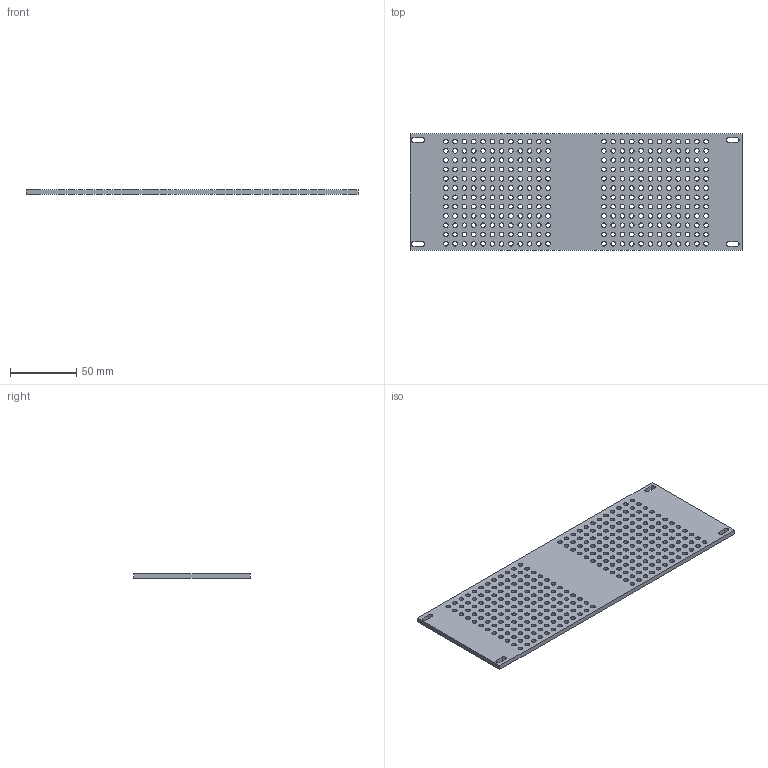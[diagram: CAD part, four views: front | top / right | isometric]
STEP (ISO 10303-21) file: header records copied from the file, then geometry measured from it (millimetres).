
FILE_DESCRIPTION(('FreeCAD Model'),'2;1');
FILE_NAME('Open CASCADE Shape Model','2025-01-03T14:55:58',('Author'),( ''),'Open CASCADE STEP processor 7.6','FreeCAD','Unknown');
FILE_SCHEMA(('AUTOMOTIVE_DESIGN { 1 0 10303 214 1 1 1 1 }'));
Length unit declared in the file: millimetre
Products named in the file (1): Mirrored
Bounding box: 250 x 88 x 3.5 mm (x, y, z)
Volume: 66857 mm3; surface area: 51979.9 mm2
Topology: 1 solids, 1 shells, 310 faces, 924 edges, 616 vertices
Faces by surface type: cylinder 296, plane 14
Full cylindrical faces by diameter (mm): 3.5 x288
Entity records: 24422 total; most frequent: CARTESIAN_POINT 4627, DIRECTION 3818, ORIENTED_EDGE 1848, PCURVE 1848, DEFINITIONAL_REPRESENTATION 1848, LINE 1572, VECTOR 1572, CIRCLE 1032
